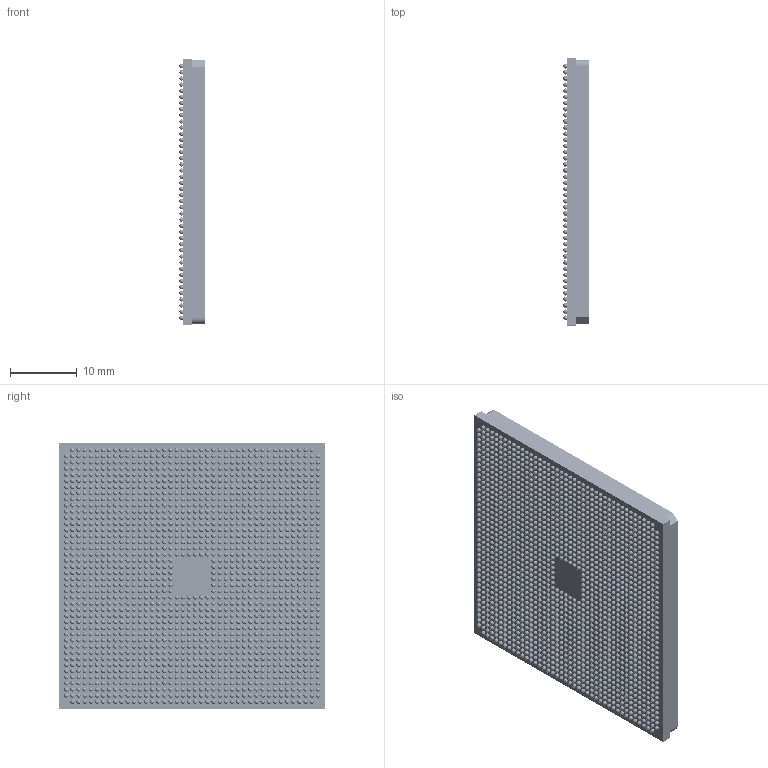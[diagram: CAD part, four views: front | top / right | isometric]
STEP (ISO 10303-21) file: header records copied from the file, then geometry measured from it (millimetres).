
FILE_DESCRIPTION((''),'2;1');
FILE_NAME('00_OBG0279_VSVD1760_VM1802_ASSY_ASM','2021-06-18T',('Administrator'),(''),'PRO/ENGINEER BY PARAMETRIC TECHNOLOGY CORPORATION, 2017170','PRO/ENGINEER BY PARAMETRIC TECHNOLOGY CORPORATION, 2017170','');
FILE_SCHEMA(('CONFIG_CONTROL_DESIGN'));
Length unit declared in the file: millimetre
Products named in the file (8): SUBSTRATE_1; ADHESIVE; STIFFENER; DIE; BGA; BGA_1; BGA_ASSY_1_ASM; 00_OBG0279_VSVD1760_VM1802_ASSY_ASM
Assembly tree (1729 placements, depth 3):
  00_OBG0279_VSVD1760_VM1802_ASSY_ASM
    SUBSTRATE_1
    ADHESIVE
    STIFFENER
    DIE
    BGA_ASSY_1_ASM
      BGA  x862
      BGA_1  x862
Bounding box: 3.8 x 40 x 40 mm (x, y, z)
Volume: 4064.3 mm3; surface area: 9837.5 mm2
Topology: 1728 solids, 1728 shells, 3544 faces, 10596 edges, 3612 vertices
Faces by surface type: sphere 3448, plane 54, cylinder 38, bspline 4
Entity records: 24599 total; most frequent: DIRECTION 7442, CARTESIAN_POINT 4220, AXIS2_PLACEMENT_3D 3637, PRODUCT_DEFINITION_SHAPE 1737, ITEM_DEFINED_TRANSFORMATION 1729, CONTEXT_DEPENDENT_SHAPE_REPRESENTATION 1729, NEXT_ASSEMBLY_USAGE_OCCURRENCE 1729, ORIENTED_EDGE 504
